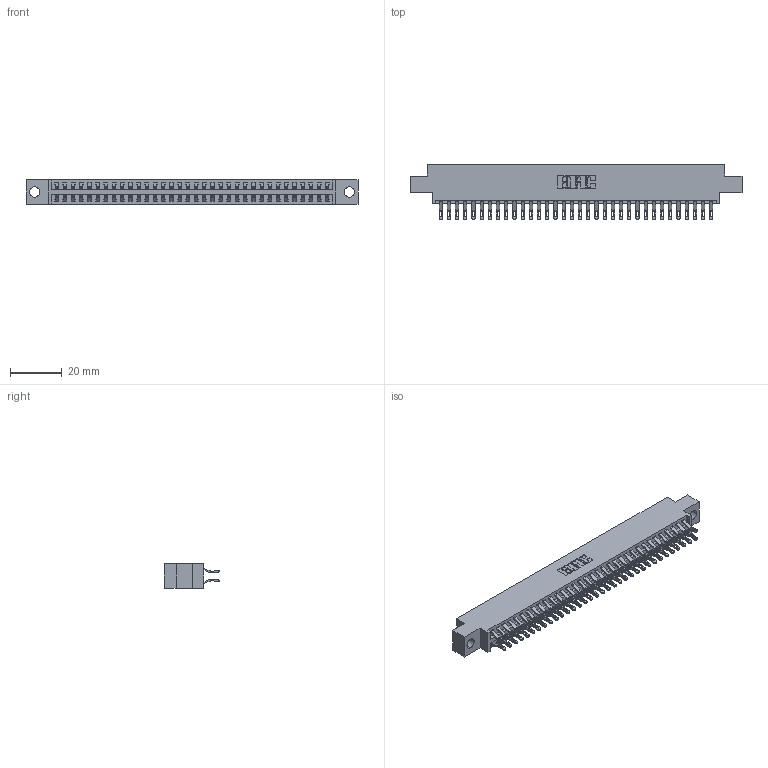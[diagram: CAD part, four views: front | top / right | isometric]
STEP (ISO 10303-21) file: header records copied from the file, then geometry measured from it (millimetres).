
FILE_DESCRIPTION (( 'STEP AP203' ), '1' );
FILE_NAME ('396-068-555-804.STEP', '2018-09-09T07:06:40', ( '' ), ( '' ), 'SwSTEP 2.0', 'SolidWorks 2016', '' );
FILE_SCHEMA (( 'CONFIG_CONTROL_DESIGN' ));
Length unit declared in the file: inch
Products named in the file (3): 346 Part_0.170 Offset - 0.156 Dia-TH; 345-292-001_555 Tail; 396-068-555-804
Assembly tree (69 placements, depth 2):
  396-068-555-804
    346 Part_0.170 Offset - 0.156 Dia-TH
    345-292-001_555 Tail  x68
Bounding box: 128.52 x 21.46 x 9.4 mm (x, y, z)
Volume: 12425.3 mm3; surface area: 17649.7 mm2
Topology: 69 solids, 69 shells, 4070 faces, 12785 edges, 8522 vertices
Faces by surface type: plane 2324, cylinder 1746
Entity records: 23727 total; most frequent: CARTESIAN_POINT 3958, ORIENTED_EDGE 3862, DIRECTION 3507, EDGE_CURVE 1931, VECTOR 1643, LINE 1643, VERTEX_POINT 1286, AXIS2_PLACEMENT_3D 932
